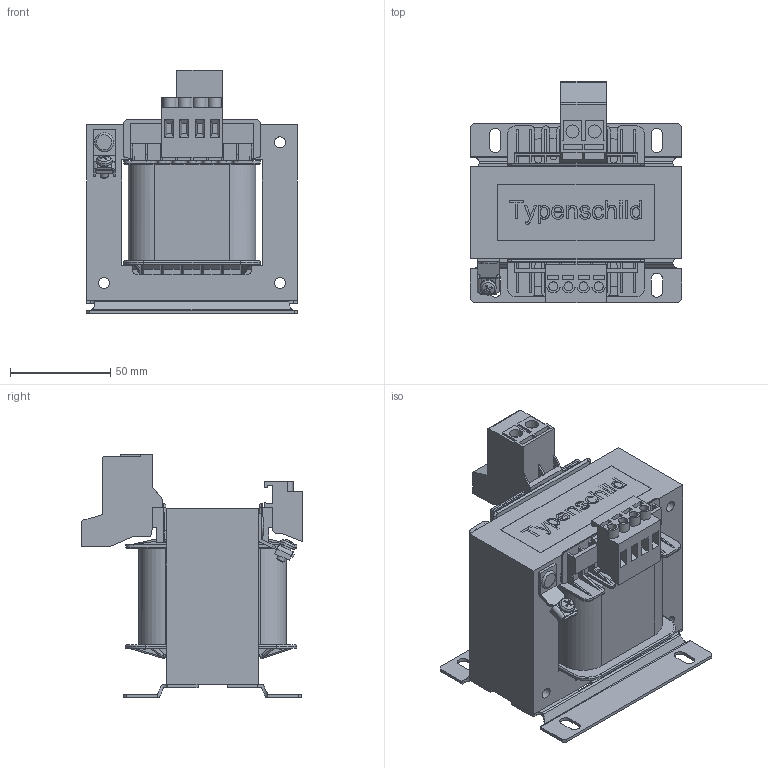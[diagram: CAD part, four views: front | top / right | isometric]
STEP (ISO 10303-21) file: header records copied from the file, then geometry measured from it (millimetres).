
FILE_DESCRIPTION(/* description */ (''),/* implementation_level */ '2;1');
FILE_NAME(/* name */ 'STEN_STEZ0.25.stp',/* time_stamp */ '2020-05-06T09:53:42+02:00',/* author */ ('TrapT'),/* organization */ (''),/* preprocessor_version */ 'ST-DEVELOPER v17.2',/* originating_system */ 'Autodesk Inventor 2019',/* authorisation */ '');
FILE_SCHEMA (('AUTOMOTIVE_DESIGN { 1 0 10303 214 3 1 1 }'));
Length unit declared in the file: millimetre
Products named in the file (1): Bauteil1
Bounding box: 105.3 x 110.1 x 121.05 mm (x, y, z)
Volume: 540496.8 mm3; surface area: 118937 mm2
Topology: 2 solids, 3 shells, 1072 faces, 3000 edges, 1927 vertices
Faces by surface type: plane 713, cylinder 198, bspline 95, torus 50, cone 11, sphere 5
Full cylindrical faces by diameter (mm): 4 x1, 4.5 x4, 4.8 x1, 5 x1, 5.5 x5, 6.5 x2, 9.5 x1
Entity records: 39251 total; most frequent: CARTESIAN_POINT 10820, ORIENTED_EDGE 5992, DIRECTION 5295, EDGE_CURVE 2996, LINE 2177, VECTOR 2177, VERTEX_POINT 1927, AXIS2_PLACEMENT_3D 1559
